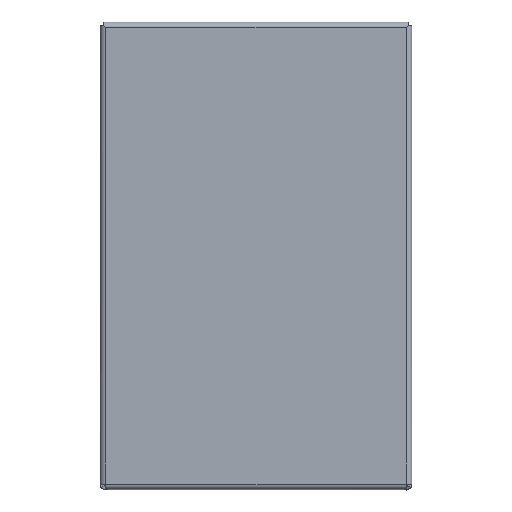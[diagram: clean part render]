
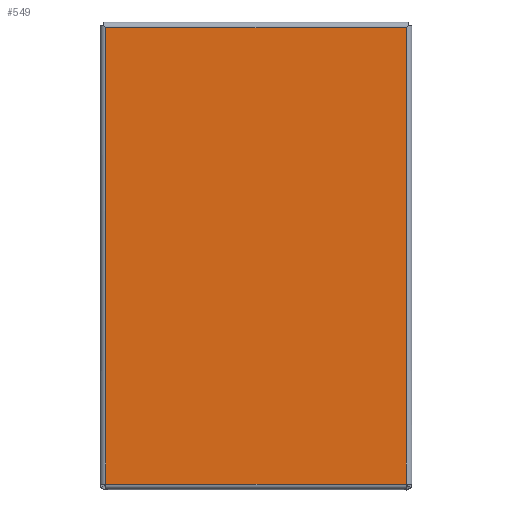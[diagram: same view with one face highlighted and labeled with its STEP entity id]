
A CAD part, top view. The second image highlights one B-rep face of the part: STEP entity #549.
In plain terms, the highlighted planar face has unit normal (0, 0, 1).
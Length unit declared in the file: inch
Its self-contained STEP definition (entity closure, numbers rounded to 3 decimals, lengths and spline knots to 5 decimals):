
#254 = DIRECTION ( 'NONE',  ( 0., 0., 1. ) ) ;
#305 = CARTESIAN_POINT ( 'NONE',  ( 0.143, 0.048, 6. ) ) ;
#314 = ORIENTED_EDGE ( 'NONE', *, *, #365, .F. ) ;
#338 = DIRECTION ( 'NONE',  ( -1., 0., 0. ) ) ;
#365 = EDGE_CURVE ( 'NONE', #2307, #1663, #1091, .T. ) ;
#522 = CARTESIAN_POINT ( 'NONE',  ( 7.857, 11.762, 6. ) ) ;
#549 = ADVANCED_FACE ( 'NONE', ( #1457 ), #833, .T. ) ;
#554 = DIRECTION ( 'NONE',  ( 1., 0., 0. ) ) ;
#686 = CARTESIAN_POINT ( 'NONE',  ( 7.857, 0.048, 6. ) ) ;
#730 = EDGE_CURVE ( 'NONE', #1663, #2510, #1068, .T. ) ;
#755 = EDGE_CURVE ( 'NONE', #2510, #1828, #1483, .T. ) ;
#797 = AXIS2_PLACEMENT_3D ( 'NONE', #1994, #254, #1821 ) ;
#833 = PLANE ( 'NONE',  #797 ) ;
#965 = ORIENTED_EDGE ( 'NONE', *, *, #730, .F. ) ;
#1049 = VECTOR ( 'NONE', #554, 39.37008 ) ;
#1068 = LINE ( 'NONE', #305, #1946 ) ;
#1072 = EDGE_CURVE ( 'NONE', #1828, #2307, #1317, .T. ) ;
#1074 = CARTESIAN_POINT ( 'NONE',  ( 7.857, 0.048, 6. ) ) ;
#1091 = LINE ( 'NONE', #686, #1161 ) ;
#1110 = CARTESIAN_POINT ( 'NONE',  ( 0.143, 11.762, 6. ) ) ;
#1161 = VECTOR ( 'NONE', #1869, 39.37008 ) ;
#1255 = ORIENTED_EDGE ( 'NONE', *, *, #1072, .F. ) ;
#1317 = LINE ( 'NONE', #2492, #1049 ) ;
#1335 = CARTESIAN_POINT ( 'NONE',  ( 0.143, 11.762, 6. ) ) ;
#1413 = CARTESIAN_POINT ( 'NONE',  ( 0.143, 0.048, 6. ) ) ;
#1457 = FACE_OUTER_BOUND ( 'NONE', #2442, .T. ) ;
#1483 = LINE ( 'NONE', #1110, #2191 ) ;
#1663 = VERTEX_POINT ( 'NONE', #1074 ) ;
#1712 = DIRECTION ( 'NONE',  ( 0., 1., 0. ) ) ;
#1821 = DIRECTION ( 'NONE',  ( 1., 0., 0. ) ) ;
#1828 = VERTEX_POINT ( 'NONE', #1335 ) ;
#1869 = DIRECTION ( 'NONE',  ( 0., -1., 0. ) ) ;
#1946 = VECTOR ( 'NONE', #338, 39.37008 ) ;
#1948 = ORIENTED_EDGE ( 'NONE', *, *, #755, .F. ) ;
#1994 = CARTESIAN_POINT ( 'NONE',  ( 0., 0., 6. ) ) ;
#2191 = VECTOR ( 'NONE', #1712, 39.37008 ) ;
#2307 = VERTEX_POINT ( 'NONE', #522 ) ;
#2442 = EDGE_LOOP ( 'NONE', ( #314, #1255, #1948, #965 ) ) ;
#2492 = CARTESIAN_POINT ( 'NONE',  ( 0.143, 11.762, 6. ) ) ;
#2510 = VERTEX_POINT ( 'NONE', #1413 ) ;
